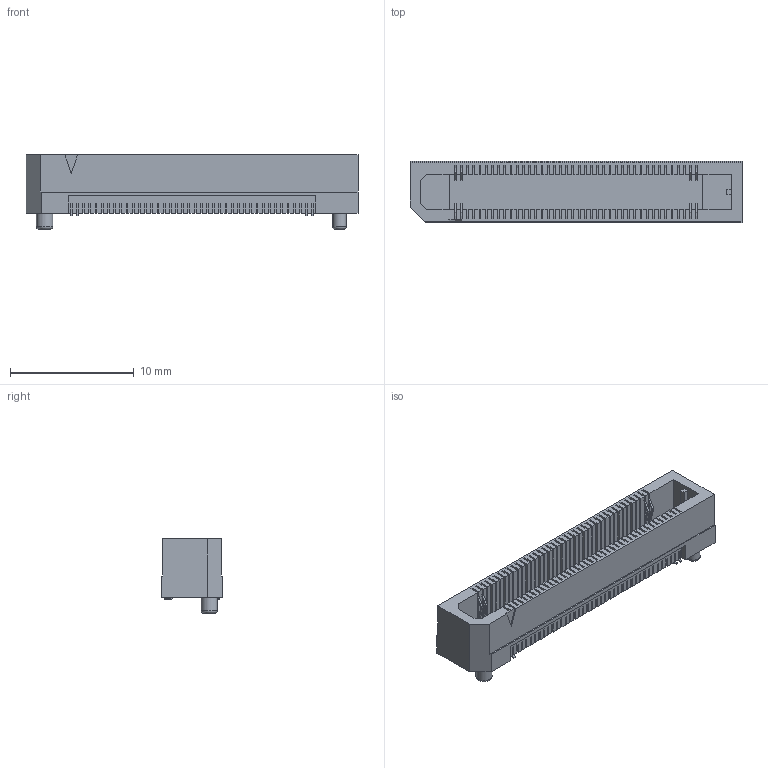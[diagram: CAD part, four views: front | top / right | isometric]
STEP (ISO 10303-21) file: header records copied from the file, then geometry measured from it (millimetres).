
FILE_DESCRIPTION(/* description */ (''),/* implementation_level */ '2;1');
FILE_NAME(/* name */ 'SAMTEC_ERF5-040-05.0-L-DV-K.stp',/* time_stamp */ '2016-03-10T08:48:40+01:00',/* author */ ('riccim'),/* organization */ (''),/* preprocessor_version */ 'ST-DEVELOPER v15.5',/* originating_system */ 'AutoCAD Mechanical',/* authorisation */ ' ');
FILE_SCHEMA (('AUTOMOTIVE_DESIGN { 1 0 10303 214 3 1 1 }'));
Length unit declared in the file: millimetre
Products named in the file (1): Product
Bounding box: 26.8 x 4.95 x 6 mm (x, y, z)
Volume: 339.8 mm3; surface area: 1114.1 mm2
Topology: 3 solids, 3 shells, 813 faces, 2408 edges, 1604 vertices
Faces by surface type: plane 789, cylinder 21, torus 3
Full cylindrical faces by diameter (mm): 1.32 x1
Entity records: 26653 total; most frequent: CARTESIAN_POINT 4822, ORIENTED_EDGE 4810, DIRECTION 4078, EDGE_CURVE 2405, LINE 2360, VECTOR 2360, VERTEX_POINT 1603, AXIS2_PLACEMENT_3D 859
